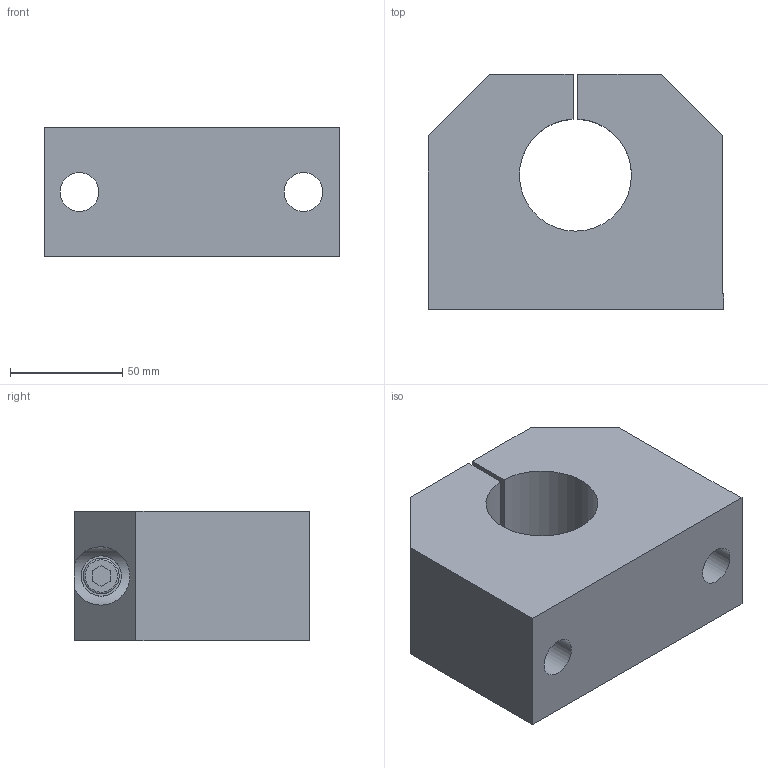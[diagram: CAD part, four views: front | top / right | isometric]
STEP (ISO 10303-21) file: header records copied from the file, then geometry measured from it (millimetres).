
FILE_DESCRIPTION(/* description */ ('Wellenbock Leichtbaureihe'),/* implementation_level */ '2;1');
FILE_NAME(/* name */ '161768-0.step',/* time_stamp */ '2021-08-17T08:25:22+02:00',/* author */ ('Praktikum'),/* organization */ (''),/* preprocessor_version */ 'ST-DEVELOPER v18.1',/* originating_system */ 'Autodesk Inventor 2021',/* authorisation */ '');
FILE_SCHEMA (('AUTOMOTIVE_DESIGN { 1 0 10303 214 3 1 1 }'));
Length unit declared in the file: millimetre
Products named in the file (1): 16-1768-0FZ.001
Bounding box: 132 x 105 x 58 mm (x, y, z)
Volume: 564246.6 mm3; surface area: 73280.3 mm2
Topology: 1 solids, 1 shells, 39 faces, 97 edges, 65 vertices
Faces by surface type: plane 27, cylinder 11, torus 1
Full cylindrical faces by diameter (mm): 8.376 x1, 11 x1, 16 x1, 17.294 x2, 17.5 x2, 18 x1, 26 x2
Entity records: 1284 total; most frequent: CARTESIAN_POINT 280, DIRECTION 197, ORIENTED_EDGE 194, EDGE_CURVE 97, AXIS2_PLACEMENT_3D 66, LINE 65, VECTOR 65, VERTEX_POINT 65
